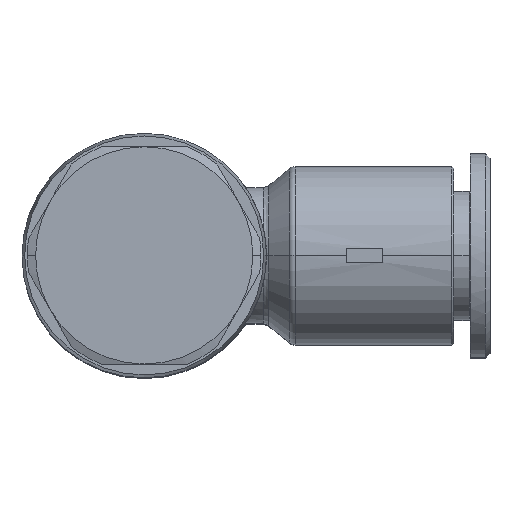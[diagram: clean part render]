
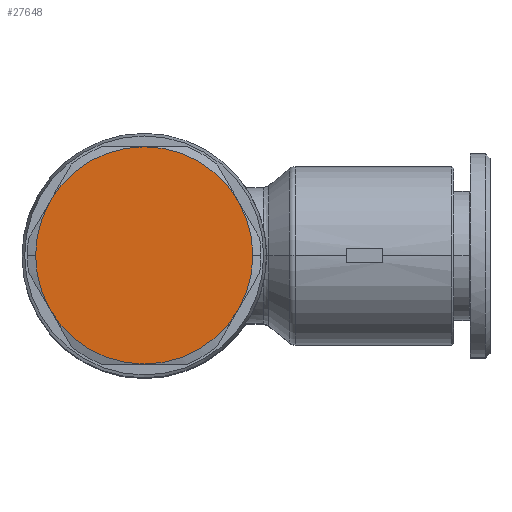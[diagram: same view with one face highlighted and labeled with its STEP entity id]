
A CAD part, top view. The second image highlights one B-rep face of the part: STEP entity #27648.
In plain terms, the highlighted planar face has unit normal (0, 0, 1).
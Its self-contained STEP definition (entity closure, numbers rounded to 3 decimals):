
#1262=CARTESIAN_POINT('',(1.3,0.,15.1));
#1263=VERTEX_POINT('',#1262);
#1271=CARTESIAN_POINT('',(2.908,-6.,15.1));
#1272=VERTEX_POINT('',#1271);
#1286=CARTESIAN_POINT('',(13.3,0.,15.1));
#1287=DIRECTION('',(0.0,0.0,1.0));
#1288=DIRECTION('',(-1.0,0.0,0.0));
#1289=AXIS2_PLACEMENT_3D('',#1286,#1287,#1288);
#1290=CIRCLE('',#1289,12.);
#1291=EDGE_CURVE('',#1263,#1272,#1290,.T.);
#1301=CARTESIAN_POINT('',(25.3,0.,15.1));
#1302=VERTEX_POINT('',#1301);
#1309=CARTESIAN_POINT('',(23.692,-6.,15.1));
#1310=VERTEX_POINT('',#1309);
#1311=CARTESIAN_POINT('',(13.3,0.,15.1));
#1312=DIRECTION('',(0.0,0.0,1.0));
#1313=DIRECTION('',(-1.0,0.0,0.0));
#1314=AXIS2_PLACEMENT_3D('',#1311,#1312,#1313);
#1315=CIRCLE('',#1314,12.);
#1316=EDGE_CURVE('',#1310,#1302,#1315,.T.);
#27062=CARTESIAN_POINT('',(13.3,-12.,15.1));
#27063=VERTEX_POINT('',#27062);
#27099=CARTESIAN_POINT('',(13.3,0.,15.1));
#27100=DIRECTION('',(0.0,0.0,1.0));
#27101=DIRECTION('',(-1.0,0.0,0.0));
#27102=AXIS2_PLACEMENT_3D('',#27099,#27100,#27101);
#27103=CIRCLE('',#27102,12.);
#27104=EDGE_CURVE('',#27063,#1310,#27103,.T.);
#27151=CARTESIAN_POINT('',(13.3,0.,15.1));
#27152=DIRECTION('',(0.0,0.0,1.0));
#27153=DIRECTION('',(-1.0,0.0,0.0));
#27154=AXIS2_PLACEMENT_3D('',#27151,#27152,#27153);
#27155=CIRCLE('',#27154,12.);
#27156=EDGE_CURVE('',#1272,#27063,#27155,.T.);
#27176=CARTESIAN_POINT('',(23.692,6.,15.1));
#27177=VERTEX_POINT('',#27176);
#27191=CARTESIAN_POINT('',(13.3,0.,15.1));
#27192=DIRECTION('',(0.0,0.0,1.0));
#27193=DIRECTION('',(-1.0,0.0,0.0));
#27194=AXIS2_PLACEMENT_3D('',#27191,#27192,#27193);
#27195=CIRCLE('',#27194,12.);
#27196=EDGE_CURVE('',#1302,#27177,#27195,.T.);
#27230=CARTESIAN_POINT('',(13.3,12.,15.1));
#27231=VERTEX_POINT('',#27230);
#27245=CARTESIAN_POINT('',(13.3,0.,15.1));
#27246=DIRECTION('',(0.0,0.0,1.0));
#27247=DIRECTION('',(-1.0,0.0,0.0));
#27248=AXIS2_PLACEMENT_3D('',#27245,#27246,#27247);
#27249=CIRCLE('',#27248,12.);
#27250=EDGE_CURVE('',#27177,#27231,#27249,.T.);
#27260=CARTESIAN_POINT('',(2.908,6.,15.1));
#27261=VERTEX_POINT('',#27260);
#27277=CARTESIAN_POINT('',(13.3,0.,15.1));
#27278=DIRECTION('',(0.0,0.0,1.0));
#27279=DIRECTION('',(-1.0,0.0,0.0));
#27280=AXIS2_PLACEMENT_3D('',#27277,#27278,#27279);
#27281=CIRCLE('',#27280,12.);
#27282=EDGE_CURVE('',#27231,#27261,#27281,.T.);
#27315=CARTESIAN_POINT('',(13.3,0.,15.1));
#27316=DIRECTION('',(0.0,0.0,1.0));
#27317=DIRECTION('',(-1.0,0.0,0.0));
#27318=AXIS2_PLACEMENT_3D('',#27315,#27316,#27317);
#27319=CIRCLE('',#27318,12.);
#27320=EDGE_CURVE('',#27261,#1263,#27319,.T.);
#27633=CARTESIAN_POINT('',(13.3,0.,15.1));
#27634=DIRECTION('',(0.0,0.0,1.0));
#27635=DIRECTION('',(-1.0,0.0,0.0));
#27636=AXIS2_PLACEMENT_3D('',#27633,#27634,#27635);
#27637=PLANE('',#27636);
#27638=ORIENTED_EDGE('',*,*,#1316,.T.);
#27639=ORIENTED_EDGE('',*,*,#27196,.T.);
#27640=ORIENTED_EDGE('',*,*,#27250,.T.);
#27641=ORIENTED_EDGE('',*,*,#27282,.T.);
#27642=ORIENTED_EDGE('',*,*,#27320,.T.);
#27643=ORIENTED_EDGE('',*,*,#1291,.T.);
#27644=ORIENTED_EDGE('',*,*,#27156,.T.);
#27645=ORIENTED_EDGE('',*,*,#27104,.T.);
#27646=EDGE_LOOP('',(#27638,#27639,#27640,#27641,#27642,#27643,#27644,#27645));
#27647=FACE_OUTER_BOUND('',#27646,.T.);
#27648=ADVANCED_FACE('',(#27647),#27637,.T.);
